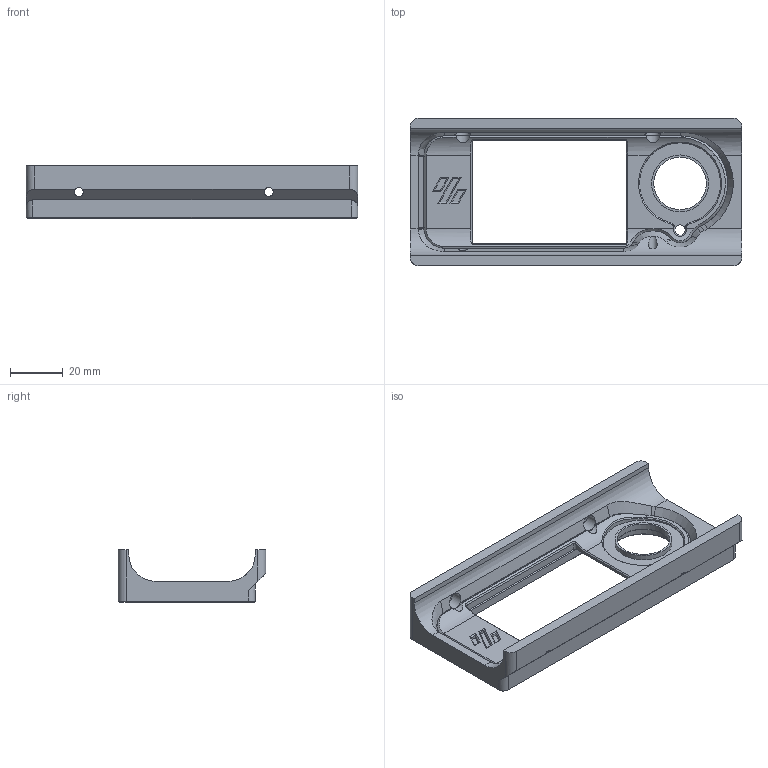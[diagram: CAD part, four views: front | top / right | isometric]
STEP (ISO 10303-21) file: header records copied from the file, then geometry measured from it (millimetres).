
FILE_DESCRIPTION(/* description */ (''),/* implementation_level */ '2;1');
FILE_NAME(/* name */ 'fysect_mini_12864_mount.stp',/* time_stamp */ '2020-03-25T23:25:43+03:00',/* author */ ('Andrew'),/* organization */ (''),/* preprocessor_version */ 'ST-DEVELOPER v17',/* originating_system */ 'Autodesk Inventor 2018',/* authorisation */ '');
FILE_SCHEMA (('AUTOMOTIVE_DESIGN { 1 0 10303 214 3 1 1 }'));
Length unit declared in the file: millimetre
Products named in the file (1): 12864_mount5
Bounding box: 126 x 56 x 20 mm (x, y, z)
Volume: 39200.5 mm3; surface area: 24078 mm2
Topology: 2 solids, 2 shells, 478 faces, 1227 edges, 747 vertices
Faces by surface type: plane 173, cylinder 154, cone 79, bspline 72
Full cylindrical faces by diameter (mm): 2.459 x38, 3 x28, 3.4 x4, 4 x1, 6 x2, 20 x1, 21.6 x1
Entity records: 26086 total; most frequent: CARTESIAN_POINT 15138, ORIENTED_EDGE 2450, DIRECTION 1974, EDGE_CURVE 1225, VERTEX_POINT 747, AXIS2_PLACEMENT_3D 665, LINE 644, VECTOR 644
